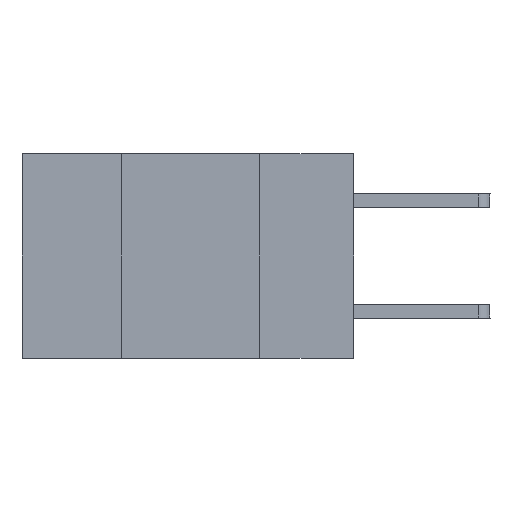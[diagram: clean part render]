
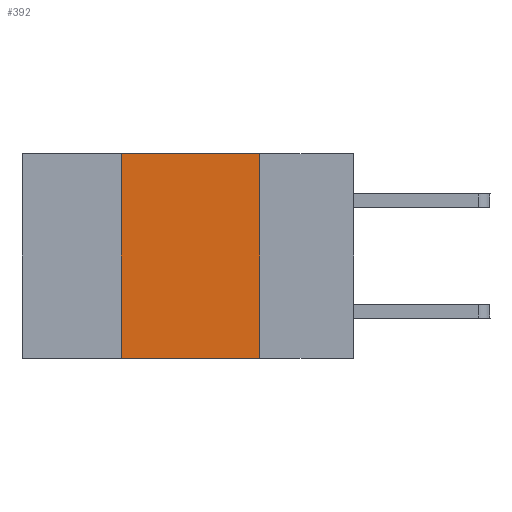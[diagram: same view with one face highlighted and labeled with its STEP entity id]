
A CAD part, left-side view. The second image highlights one B-rep face of the part: STEP entity #392.
In plain terms, the highlighted planar face has unit normal (-1, 0, 0).
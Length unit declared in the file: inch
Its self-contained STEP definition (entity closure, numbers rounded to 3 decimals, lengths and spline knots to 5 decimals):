
#392 = ADVANCED_FACE ( 'NONE', ( #2562 ), #7875, .F. ) ;
#690 = CARTESIAN_POINT ( 'NONE',  ( 0., 0.6, 0. ) ) ;
#973 = VERTEX_POINT ( 'NONE', #10009 ) ;
#1072 = LINE ( 'NONE', #8956, #11777 ) ;
#1758 = CARTESIAN_POINT ( 'NONE',  ( 0., 0.42, 0. ) ) ;
#2332 = DIRECTION ( 'NONE',  ( 0., -1., 0. ) ) ;
#2376 = EDGE_LOOP ( 'NONE', ( #4088, #2966, #8916, #12613 ) ) ;
#2562 = FACE_OUTER_BOUND ( 'NONE', #2376, .T. ) ;
#2854 = DIRECTION ( 'NONE',  ( 0., 0., -1. ) ) ;
#2966 = ORIENTED_EDGE ( 'NONE', *, *, #11360, .F. ) ;
#3176 = VECTOR ( 'NONE', #2332, 39.37008 ) ;
#3416 = LINE ( 'NONE', #4346, #3176 ) ;
#3483 = VERTEX_POINT ( 'NONE', #12404 ) ;
#3521 = VERTEX_POINT ( 'NONE', #1758 ) ;
#4088 = ORIENTED_EDGE ( 'NONE', *, *, #12326, .F. ) ;
#4346 = CARTESIAN_POINT ( 'NONE',  ( 0., 0.6, -0.37 ) ) ;
#4787 = LINE ( 'NONE', #690, #11068 ) ;
#5301 = DIRECTION ( 'NONE',  ( 0., 0., 1. ) ) ;
#5659 = AXIS2_PLACEMENT_3D ( 'NONE', #5779, #10779, #9962 ) ;
#5779 = CARTESIAN_POINT ( 'NONE',  ( 0., 0.6, 0. ) ) ;
#5804 = CARTESIAN_POINT ( 'NONE',  ( 0., 0.17, 0. ) ) ;
#5835 = EDGE_CURVE ( 'NONE', #3483, #973, #3416, .T. ) ;
#5914 = DIRECTION ( 'NONE',  ( 0., -1., 0. ) ) ;
#6507 = EDGE_CURVE ( 'NONE', #3483, #3521, #1072, .T. ) ;
#6628 = CARTESIAN_POINT ( 'NONE',  ( 0., 0.17, 0. ) ) ;
#6826 = LINE ( 'NONE', #5804, #8031 ) ;
#7875 = PLANE ( 'NONE',  #5659 ) ;
#8031 = VECTOR ( 'NONE', #2854, 39.37008 ) ;
#8916 = ORIENTED_EDGE ( 'NONE', *, *, #6507, .F. ) ;
#8956 = CARTESIAN_POINT ( 'NONE',  ( 0., 0.42, 0. ) ) ;
#9962 = DIRECTION ( 'NONE',  ( 0., 0., -1. ) ) ;
#10009 = CARTESIAN_POINT ( 'NONE',  ( 0., 0.17, -0.37 ) ) ;
#10779 = DIRECTION ( 'NONE',  ( 1., 0., 0. ) ) ;
#11068 = VECTOR ( 'NONE', #5914, 39.37008 ) ;
#11360 = EDGE_CURVE ( 'NONE', #3521, #13265, #4787, .T. ) ;
#11777 = VECTOR ( 'NONE', #5301, 39.37008 ) ;
#12326 = EDGE_CURVE ( 'NONE', #13265, #973, #6826, .T. ) ;
#12404 = CARTESIAN_POINT ( 'NONE',  ( 0., 0.42, -0.37 ) ) ;
#12613 = ORIENTED_EDGE ( 'NONE', *, *, #5835, .T. ) ;
#13265 = VERTEX_POINT ( 'NONE', #6628 ) ;
